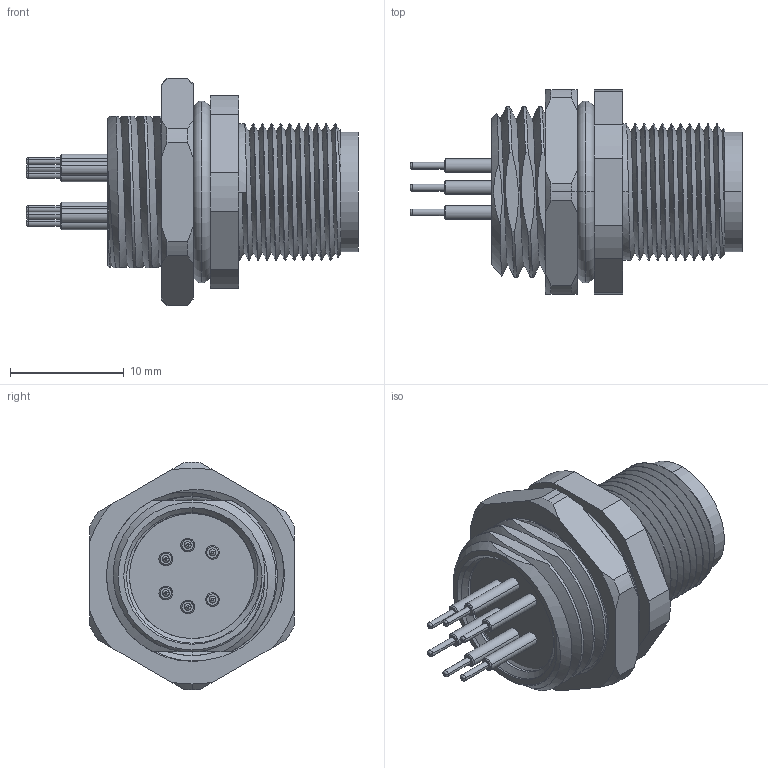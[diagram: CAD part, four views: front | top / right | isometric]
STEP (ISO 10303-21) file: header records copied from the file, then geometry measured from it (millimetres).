
FILE_DESCRIPTION (( 'STEP AP203' ), '1' );
FILE_NAME ('54-00211.STEP', '2023-04-18T16:04:06', ( '' ), ( '' ), 'SwSTEP 2.0', 'SolidWorks 2021', '' );
FILE_SCHEMA (( 'CONFIG_CONTROL_DESIGN' ));
Length unit declared in the file: millimetre
Products named in the file (6): 54-00211-03___; 54-00211; 54-00211-01___; 54-00211-05___; 54-00211-02; 54-00211-04___
Assembly tree (10 placements, depth 2):
  54-00211
    54-00211-01___
    54-00211-02
    54-00211-04___
    54-00211-05___
    54-00211-03___  x6
Bounding box: 29.2 x 18 x 20 mm (x, y, z)
Volume: 2773.1 mm3; surface area: 5353.3 mm2
Topology: 10 solids, 10 shells, 407 faces, 935 edges, 591 vertices
Faces by surface type: cylinder 181, plane 94, torus 64, cone 57, bspline 11
Entity records: 12101 total; most frequent: CARTESIAN_POINT 5775, ORIENTED_EDGE 1230, DIRECTION 1118, EDGE_CURVE 615, AXIS2_PLACEMENT_3D 458, VERTEX_POINT 401, EDGE_LOOP 278, ADVANCED_FACE 242
